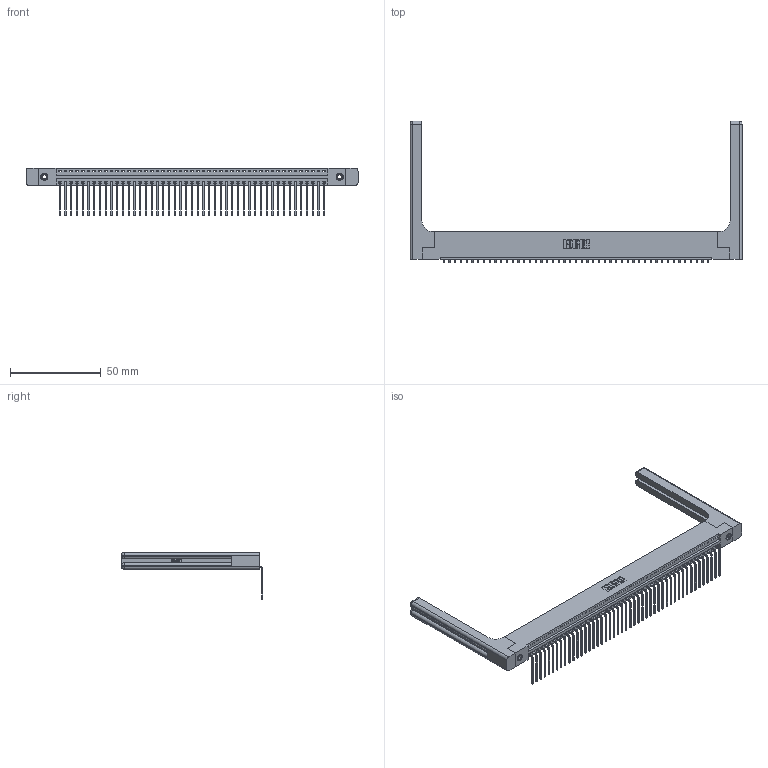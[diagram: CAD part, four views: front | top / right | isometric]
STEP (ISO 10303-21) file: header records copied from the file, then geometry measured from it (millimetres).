
FILE_DESCRIPTION (( 'STEP AP203' ), '1' );
FILE_NAME ('396-047-559-158.STEP', '2019-10-31T23:27:27', ( '' ), ( '' ), 'SwSTEP 2.0', 'SolidWorks 2016', '' );
FILE_SCHEMA (( 'CONFIG_CONTROL_DESIGN' ));
Length unit declared in the file: inch
Products named in the file (5): 346 Part_Flush Mounting Lugs - 0.156 Dia-TH; 345-292-001_558 559 Tail - 1; 345-250-001_345-250-001-102; 346-220-058_345-220-058; 396-047-559-158
Assembly tree (52 placements, depth 2):
  396-047-559-158
    346 Part_Flush Mounting Lugs - 0.156 Dia-TH
    345-292-001_558 559 Tail - 1  x47
    345-250-001_345-250-001-102  x2
    346-220-058_345-220-058  x2
Bounding box: 183.29 x 78.04 x 26.16 mm (x, y, z)
Volume: 25254 mm3; surface area: 28324.9 mm2
Topology: 52 solids, 52 shells, 3198 faces, 9549 edges, 6282 vertices
Faces by surface type: plane 2198, cylinder 940, bspline 36, cone 12, sphere 8, torus 4
Entity records: 33762 total; most frequent: CARTESIAN_POINT 6766, ORIENTED_EDGE 5544, DIRECTION 4894, EDGE_CURVE 2772, LINE 2360, VECTOR 2360, VERTEX_POINT 1838, AXIS2_PLACEMENT_3D 1267
